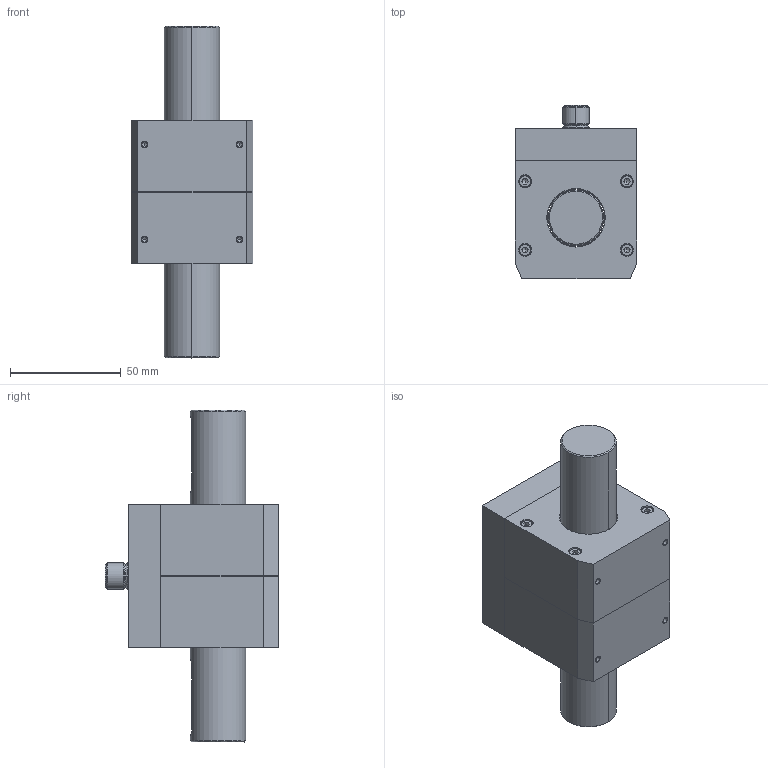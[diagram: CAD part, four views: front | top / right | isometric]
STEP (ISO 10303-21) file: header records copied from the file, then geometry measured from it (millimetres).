
FILE_DESCRIPTION(('STEP AP214'),'1');
FILE_NAME('RT8 100 to 500 Nm.stp','2019-10-08T12:41:31',(' '),(' '),'Spatial InterOp 3D',' ',' ');
FILE_SCHEMA(('automotive_design'));
Length unit declared in the file: millimetre
Products named in the file (12): RT8 100 to 500 Nm; Body R; Body L; COVER; Shaft; vite M3 L=40; vite M3 L=55; M12 insert; Pin holder; vite M3 L=16
Assembly tree (14 placements, depth 2):
  RT8 100 to 500 Nm
    Body R
    Body L
    COVER
    Shaft
    vite M3 L=40
    vite M3 L=40
    vite M3 L=55
    vite M3 L=55
    M12 insert
    Pin holder
    vite M3 L=16  x4
Bounding box: 55 x 78.5 x 150 mm (x, y, z)
Volume: 248467.3 mm3; surface area: 56485.6 mm2
Topology: 25 solids, 49 shells, 441 faces, 1118 edges, 763 vertices
Faces by surface type: plane 188, cylinder 141, cone 52, torus 46, extrusion 14
Entity records: 12866 total; most frequent: CARTESIAN_POINT 2160, DIRECTION 1793, ORIENTED_EDGE 1550, EDGE_CURVE 811, AXIS2_PLACEMENT_3D 699, VERTEX_POINT 566, VECTOR 395, EDGE_LOOP 390
